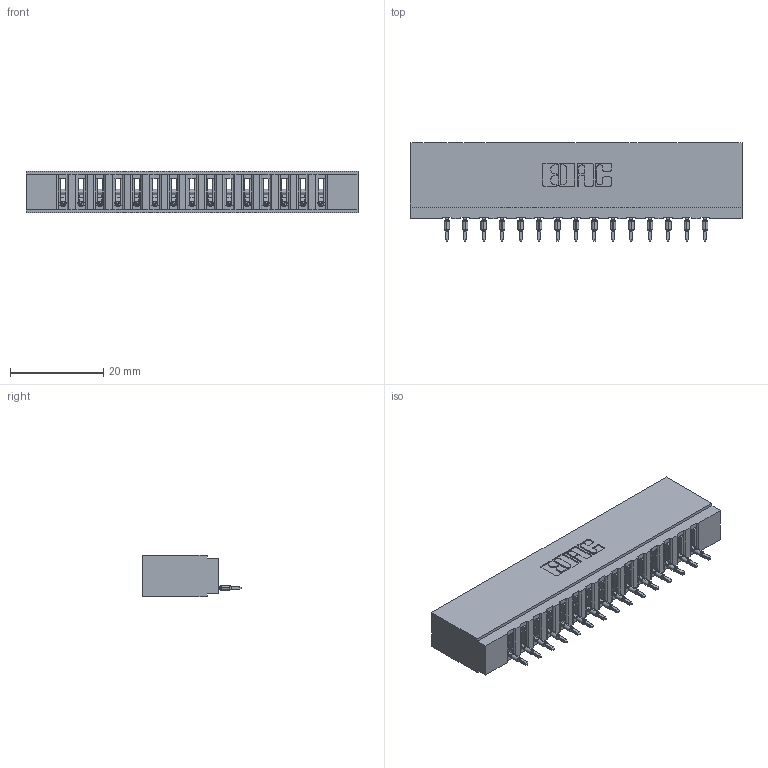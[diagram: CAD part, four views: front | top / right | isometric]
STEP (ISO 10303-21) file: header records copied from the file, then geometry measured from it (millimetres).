
FILE_DESCRIPTION (( 'STEP AP203' ), '1' );
FILE_NAME ('737-015-525-101.STEP', '2020-09-10T19:48:31', ( '' ), ( '' ), 'SwSTEP 2.0', 'SolidWorks 2020', '' );
FILE_SCHEMA (( 'CONFIG_CONTROL_DESIGN' ));
Length unit declared in the file: inch
Products named in the file (3): 737-015-525-101; 737 Part_Insulator Option - 01; 745-292-001_525
Assembly tree (16 placements, depth 2):
  737-015-525-101
    737 Part_Insulator Option - 01
    745-292-001_525  x15
Bounding box: 71.27 x 21.22 x 8.89 mm (x, y, z)
Volume: 7065.1 mm3; surface area: 8951.7 mm2
Topology: 16 solids, 16 shells, 1789 faces, 4920 edges, 3110 vertices
Faces by surface type: plane 1074, cylinder 325, bspline 300, torus 90
Entity records: 28927 total; most frequent: CARTESIAN_POINT 5600, ORIENTED_EDGE 4996, DIRECTION 4354, EDGE_CURVE 2498, LINE 2226, VECTOR 2226, VERTEX_POINT 1598, AXIS2_PLACEMENT_3D 1064
